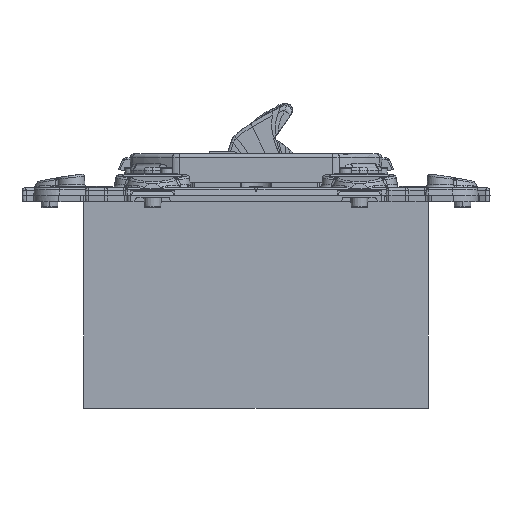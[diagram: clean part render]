
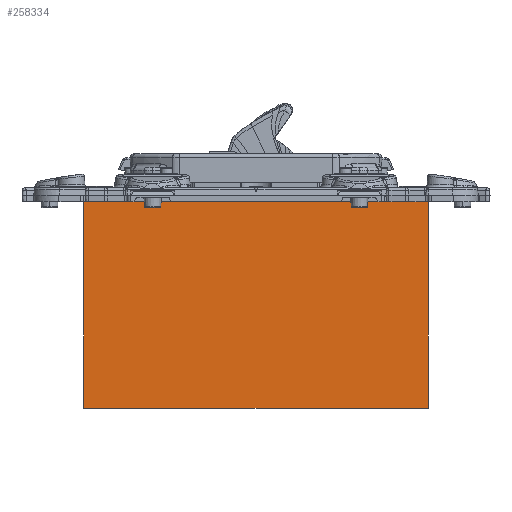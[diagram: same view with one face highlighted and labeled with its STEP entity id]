
A CAD part, left-side view. The second image highlights one B-rep face of the part: STEP entity #258334.
In plain terms, the highlighted planar face has unit normal (-1, 0, 0).
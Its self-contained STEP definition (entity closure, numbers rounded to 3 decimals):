
#258307=AXIS2_PLACEMENT_3D('Plane Axis2P3D',#258304,#258305,#258306) ;
#9990=CARTESIAN_POINT('Vertex',(-27.5,9.38,0.)) ;
#9997=CARTESIAN_POINT('Vertex',(-27.5,4.117,0.)) ;
#11967=CARTESIAN_POINT('Line Origine',(-27.5,-11.692,0.)) ;
#11971=CARTESIAN_POINT('Vertex',(-27.5,-27.5,0.)) ;
#12007=CARTESIAN_POINT('Vertex',(-27.5,27.5,0.)) ;
#12010=CARTESIAN_POINT('Line Origine',(-27.5,18.44,0.)) ;
#258277=CARTESIAN_POINT('Vertex',(-27.5,27.5,-33.)) ;
#258280=CARTESIAN_POINT('Line Origine',(-27.5,27.5,-16.5)) ;
#258304=CARTESIAN_POINT('Axis2P3D Location',(-27.5,-27.5,0.)) ;
#258309=CARTESIAN_POINT('Line Origine',(-27.5,0.,-33.)) ;
#258313=CARTESIAN_POINT('Vertex',(-27.5,-27.5,-33.)) ;
#258316=CARTESIAN_POINT('Line Origine',(-27.5,-27.5,-16.5)) ;
#258321=CARTESIAN_POINT('Line Origine',(-27.5,6.749,0.)) ;
#11968=DIRECTION('Vector Direction',(0.,1.,0.)) ;
#12011=DIRECTION('Vector Direction',(0.,1.,0.)) ;
#258281=DIRECTION('Vector Direction',(0.,0.,-1.)) ;
#258305=DIRECTION('Axis2P3D Direction',(-1.,0.,0.)) ;
#258306=DIRECTION('Axis2P3D XDirection',(0.,1.,0.)) ;
#258310=DIRECTION('Vector Direction',(0.,1.,0.)) ;
#258317=DIRECTION('Vector Direction',(0.,0.,-1.)) ;
#258322=DIRECTION('Vector Direction',(0.,1.,0.)) ;
#11969=VECTOR('Line Direction',#11968,1.) ;
#12012=VECTOR('Line Direction',#12011,1.) ;
#258282=VECTOR('Line Direction',#258281,1.) ;
#258311=VECTOR('Line Direction',#258310,1.) ;
#258318=VECTOR('Line Direction',#258317,1.) ;
#258323=VECTOR('Line Direction',#258322,1.) ;
#258327=ORIENTED_EDGE('',*,*,#258315,.T.) ;
#258328=ORIENTED_EDGE('',*,*,#258320,.F.) ;
#258329=ORIENTED_EDGE('',*,*,#11973,.F.) ;
#258330=ORIENTED_EDGE('',*,*,#258325,.F.) ;
#258331=ORIENTED_EDGE('',*,*,#12014,.F.) ;
#258332=ORIENTED_EDGE('',*,*,#258284,.T.) ;
#258334=ADVANCED_FACE('PartBody',(#258333),#258308,.T.) ;
#11973=EDGE_CURVE('',#9998,#11972,#11970,.F.) ;
#12014=EDGE_CURVE('',#12008,#9991,#12013,.F.) ;
#258284=EDGE_CURVE('',#12008,#258278,#258283,.T.) ;
#258315=EDGE_CURVE('',#258278,#258314,#258312,.F.) ;
#258320=EDGE_CURVE('',#11972,#258314,#258319,.T.) ;
#258325=EDGE_CURVE('',#9991,#9998,#258324,.F.) ;
#258326=EDGE_LOOP('',(#258327,#258328,#258329,#258330,#258331,#258332)) ;
#258333=FACE_OUTER_BOUND('',#258326,.T.) ;
#11970=LINE('Line',#11967,#11969) ;
#12013=LINE('Line',#12010,#12012) ;
#258283=LINE('Line',#258280,#258282) ;
#258312=LINE('Line',#258309,#258311) ;
#258319=LINE('Line',#258316,#258318) ;
#258324=LINE('Line',#258321,#258323) ;
#258308=PLANE('',#258307) ;
#9991=VERTEX_POINT('',#9990) ;
#9998=VERTEX_POINT('',#9997) ;
#11972=VERTEX_POINT('',#11971) ;
#12008=VERTEX_POINT('',#12007) ;
#258278=VERTEX_POINT('',#258277) ;
#258314=VERTEX_POINT('',#258313) ;
